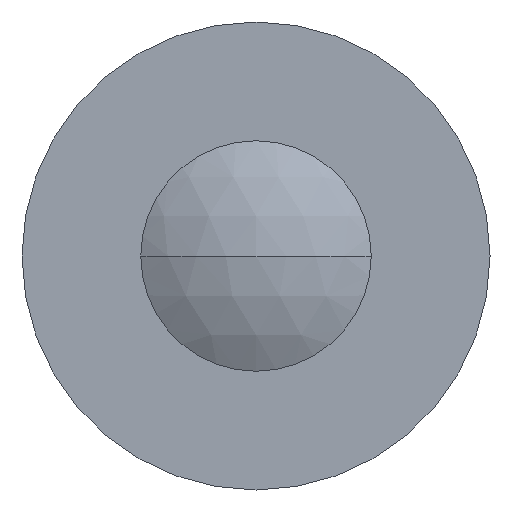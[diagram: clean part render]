
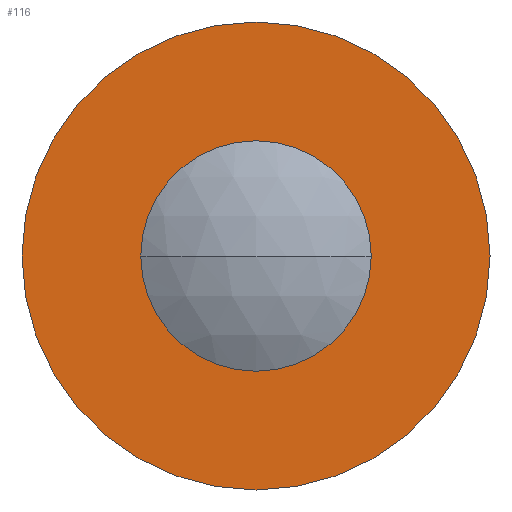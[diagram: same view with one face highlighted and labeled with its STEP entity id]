
A CAD part, left-side view. The second image highlights one B-rep face of the part: STEP entity #116.
In plain terms, the highlighted planar face has unit normal (-1, 0, 0).
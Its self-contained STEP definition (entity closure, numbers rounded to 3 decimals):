
#21 = CARTESIAN_POINT ( 'NONE',  ( 0., 0., -3.25 ) ) ;
#54 = EDGE_CURVE ( 'NONE', #330, #381, #372, .T. ) ;
#55 = CIRCLE ( 'NONE', #90, 3.25 ) ;
#57 = DIRECTION ( 'NONE',  ( 1., 0., 0. ) ) ;
#77 = ORIENTED_EDGE ( 'NONE', *, *, #691, .F. ) ;
#84 = CARTESIAN_POINT ( 'NONE',  ( 0., 3.25, 0. ) ) ;
#90 = AXIS2_PLACEMENT_3D ( 'NONE', #497, #57, #284 ) ;
#108 = CARTESIAN_POINT ( 'NONE',  ( 0., 0., -1.6 ) ) ;
#116 = ADVANCED_FACE ( 'NONE', ( #342, #557 ), #133, .T. ) ;
#119 = AXIS2_PLACEMENT_3D ( 'NONE', #478, #206, #632 ) ;
#130 = CARTESIAN_POINT ( 'NONE',  ( 0., 0., 3.25 ) ) ;
#133 = PLANE ( 'NONE',  #668 ) ;
#140 = VERTEX_POINT ( 'NONE', #21 ) ;
#150 = ORIENTED_EDGE ( 'NONE', *, *, #285, .T. ) ;
#157 = DIRECTION ( 'NONE',  ( 1., 0., 0. ) ) ;
#181 = CARTESIAN_POINT ( 'NONE',  ( 0., 0., 1.6 ) ) ;
#197 = DIRECTION ( 'NONE',  ( -1., 0., 0. ) ) ;
#206 = DIRECTION ( 'NONE',  ( 1., 0., 0. ) ) ;
#217 = AXIS2_PLACEMENT_3D ( 'NONE', #580, #534, #583 ) ;
#243 = ORIENTED_EDGE ( 'NONE', *, *, #474, .F. ) ;
#284 = DIRECTION ( 'NONE',  ( 0., 0., -1. ) ) ;
#285 = EDGE_CURVE ( 'NONE', #381, #330, #638, .T. ) ;
#305 = DIRECTION ( 'NONE',  ( 0., 0., 1. ) ) ;
#307 = ORIENTED_EDGE ( 'NONE', *, *, #54, .T. ) ;
#315 = EDGE_LOOP ( 'NONE', ( #243, #77 ) ) ;
#330 = VERTEX_POINT ( 'NONE', #108 ) ;
#342 = FACE_BOUND ( 'NONE', #693, .T. ) ;
#372 = CIRCLE ( 'NONE', #119, 1.6 ) ;
#381 = VERTEX_POINT ( 'NONE', #181 ) ;
#421 = AXIS2_PLACEMENT_3D ( 'NONE', #442, #157, #541 ) ;
#442 = CARTESIAN_POINT ( 'NONE',  ( 0., 0., 0. ) ) ;
#474 = EDGE_CURVE ( 'NONE', #140, #669, #495, .T. ) ;
#478 = CARTESIAN_POINT ( 'NONE',  ( 0., 0., 0. ) ) ;
#495 = CIRCLE ( 'NONE', #217, 3.25 ) ;
#497 = CARTESIAN_POINT ( 'NONE',  ( 0., 0., 0. ) ) ;
#534 = DIRECTION ( 'NONE',  ( 1., 0., 0. ) ) ;
#541 = DIRECTION ( 'NONE',  ( 0., 0., -1. ) ) ;
#557 = FACE_OUTER_BOUND ( 'NONE', #315, .T. ) ;
#580 = CARTESIAN_POINT ( 'NONE',  ( 0., 0., 0. ) ) ;
#583 = DIRECTION ( 'NONE',  ( 0., 0., -1. ) ) ;
#632 = DIRECTION ( 'NONE',  ( 0., 0., -1. ) ) ;
#638 = CIRCLE ( 'NONE', #421, 1.6 ) ;
#668 = AXIS2_PLACEMENT_3D ( 'NONE', #84, #197, #305 ) ;
#669 = VERTEX_POINT ( 'NONE', #130 ) ;
#691 = EDGE_CURVE ( 'NONE', #669, #140, #55, .T. ) ;
#693 = EDGE_LOOP ( 'NONE', ( #307, #150 ) ) ;
